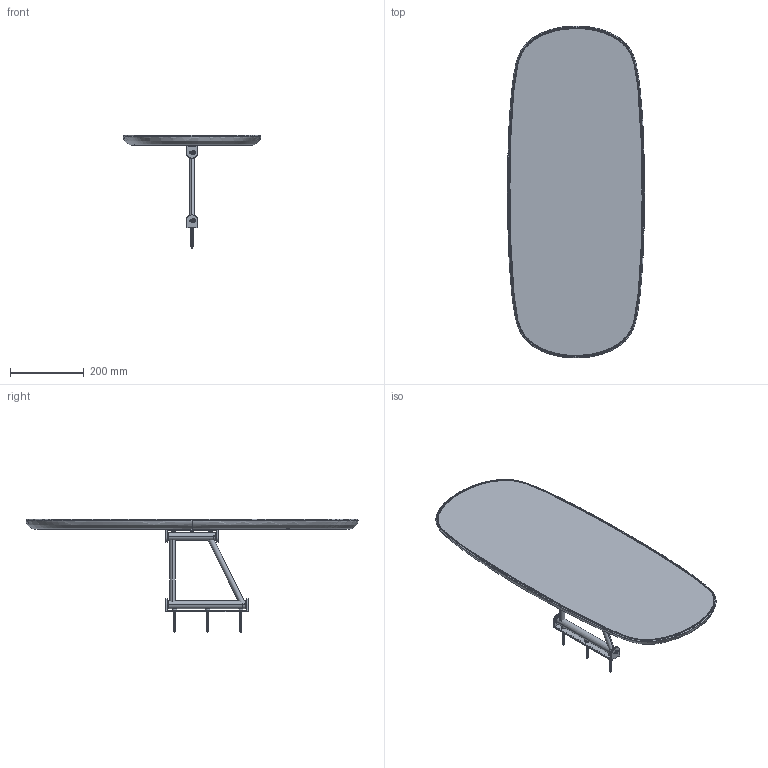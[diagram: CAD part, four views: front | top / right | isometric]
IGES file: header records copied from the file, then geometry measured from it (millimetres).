
Start section: SolidWorks IGES file using analytic representation for surfaces
Global section: file name: 64059_Plural_Doner_Ayna_35cm.IGS; native system: SolidWorks 2018; preprocessor: SolidWorks 2018; author: halitsaltuk.yucel; date: 181116.111035; units: millimetre
Bounding box: 371.93 x 900 x 307.1 mm (x, y, z)
Surface area: 1363958.6 mm2 (no closed solid volume)
Topology: 0 solids, 0 shells, 611 faces, 12180 edges, 12159 vertices
Faces by surface type: revolution 329, bspline 282
